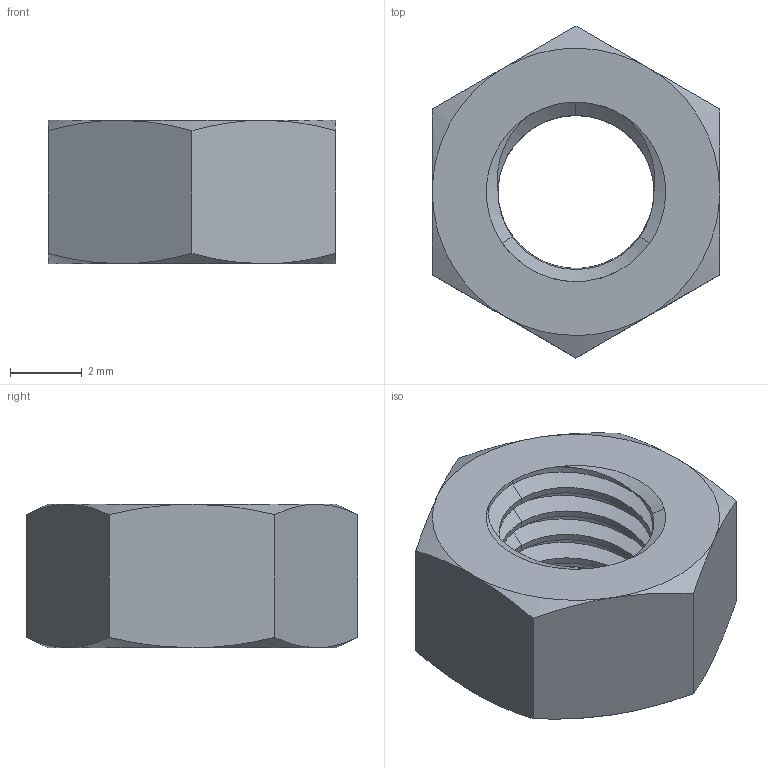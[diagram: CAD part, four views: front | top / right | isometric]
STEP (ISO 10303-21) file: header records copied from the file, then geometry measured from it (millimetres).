
FILE_DESCRIPTION(/* description */ (''),/* implementation_level */ '2;1');
FILE_NAME(/* name */ 'M5 Nut',/* time_stamp */ '2014-03-05T18:02:07-06:00',/* author */ (''),/* organization */ (''),/* preprocessor_version */ 'ST-DEVELOPER v15',/* originating_system */ '',/* authorisation */ '');
FILE_SCHEMA (('AUTOMOTIVE_DESIGN'));
Length unit declared in the file: inch
Products named in the file (1): Document
Bounding box: 8 x 9.24 x 4 mm (x, y, z)
Volume: 152.4 mm3; surface area: 267.1 mm2
Topology: 1 solids, 1 shells, 66 faces, 142 edges, 78 vertices
Faces by surface type: bspline 58, plane 8
Entity records: 2292 total; most frequent: CARTESIAN_POINT 1454, ORIENTED_EDGE 284, EDGE_CURVE 142, VERTEX_POINT 78, B_SPLINE_CURVE_WITH_KNOTS 72, EDGE_LOOP 68, ADVANCED_FACE 66, FACE_OUTER_BOUND 66
